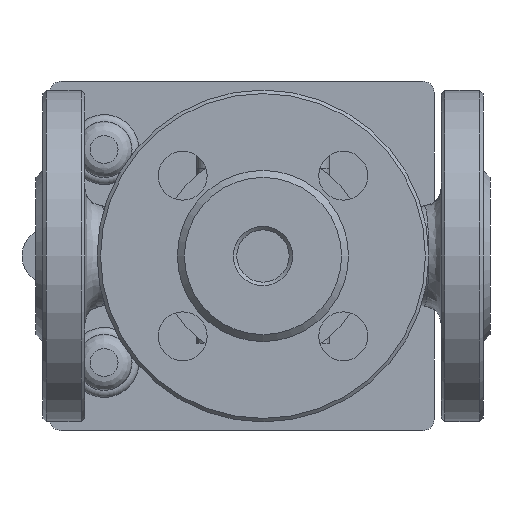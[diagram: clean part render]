
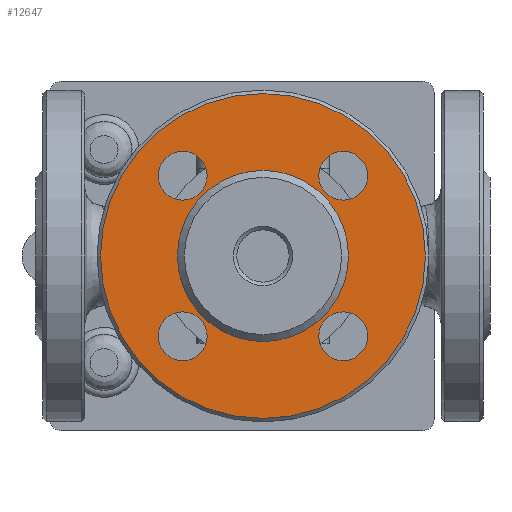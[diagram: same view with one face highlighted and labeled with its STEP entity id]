
A CAD part, front view. The second image highlights one B-rep face of the part: STEP entity #12647.
In plain terms, the highlighted planar face has unit normal (0, -1, 0).
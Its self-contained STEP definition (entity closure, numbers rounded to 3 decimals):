
#314=FACE_BOUND('',#4118,.T.);
#315=FACE_BOUND('',#4119,.T.);
#316=FACE_BOUND('',#4120,.T.);
#317=FACE_BOUND('',#4121,.T.);
#318=FACE_BOUND('',#4122,.T.);
#394=PLANE('',#13570);
#3405=FACE_OUTER_BOUND('',#4117,.T.);
#4117=EDGE_LOOP('',(#8832));
#4118=EDGE_LOOP('',(#8833));
#4119=EDGE_LOOP('',(#8834));
#4120=EDGE_LOOP('',(#8835));
#4121=EDGE_LOOP('',(#8836));
#4122=EDGE_LOOP('',(#8837));
#4821=CIRCLE('',#13569,46.5);
#4822=CIRCLE('',#13571,24.5);
#4823=CIRCLE('',#13572,7.);
#4824=CIRCLE('',#13573,7.);
#4825=CIRCLE('',#13574,7.);
#4826=CIRCLE('',#13575,7.);
#5408=VERTEX_POINT('',#20384);
#5409=VERTEX_POINT('',#20388);
#5410=VERTEX_POINT('',#20390);
#5411=VERTEX_POINT('',#20392);
#5412=VERTEX_POINT('',#20394);
#5413=VERTEX_POINT('',#20396);
#6700=EDGE_CURVE('',#5408,#5408,#4821,.T.);
#6701=EDGE_CURVE('',#5409,#5409,#4822,.T.);
#6702=EDGE_CURVE('',#5410,#5410,#4823,.T.);
#6703=EDGE_CURVE('',#5411,#5411,#4824,.T.);
#6704=EDGE_CURVE('',#5412,#5412,#4825,.T.);
#6705=EDGE_CURVE('',#5413,#5413,#4826,.T.);
#8832=ORIENTED_EDGE('',*,*,#6700,.F.);
#8833=ORIENTED_EDGE('',*,*,#6701,.F.);
#8834=ORIENTED_EDGE('',*,*,#6702,.F.);
#8835=ORIENTED_EDGE('',*,*,#6703,.F.);
#8836=ORIENTED_EDGE('',*,*,#6704,.F.);
#8837=ORIENTED_EDGE('',*,*,#6705,.F.);
#12647=ADVANCED_FACE('',(#3405,#314,#315,#316,#317,#318),#394,.F.);
#13569=AXIS2_PLACEMENT_3D('',#20386,#15044,#15045);
#13570=AXIS2_PLACEMENT_3D('',#20387,#15046,#15047);
#13571=AXIS2_PLACEMENT_3D('',#20389,#15048,#15049);
#13572=AXIS2_PLACEMENT_3D('',#20391,#15050,#15051);
#13573=AXIS2_PLACEMENT_3D('',#20393,#15052,#15053);
#13574=AXIS2_PLACEMENT_3D('',#20395,#15054,#15055);
#13575=AXIS2_PLACEMENT_3D('',#20397,#15056,#15057);
#15044=DIRECTION('center_axis',(0.,1.,0.));
#15045=DIRECTION('ref_axis',(0.,0.,-1.));
#15046=DIRECTION('center_axis',(0.,1.,0.));
#15047=DIRECTION('ref_axis',(0.,0.,1.));
#15048=DIRECTION('center_axis',(0.,-1.,0.));
#15049=DIRECTION('ref_axis',(-1.,0.,0.));
#15050=DIRECTION('center_axis',(0.,-1.,0.));
#15051=DIRECTION('ref_axis',(0.,0.,-1.));
#15052=DIRECTION('center_axis',(0.,-1.,0.));
#15053=DIRECTION('ref_axis',(0.,0.,-1.));
#15054=DIRECTION('center_axis',(0.,-1.,0.));
#15055=DIRECTION('ref_axis',(0.,0.,-1.));
#15056=DIRECTION('center_axis',(0.,-1.,0.));
#15057=DIRECTION('ref_axis',(0.,0.,-1.));
#20384=CARTESIAN_POINT('',(0.,-68.,46.5));
#20386=CARTESIAN_POINT('Origin',(0.,-68.,0.));
#20387=CARTESIAN_POINT('Origin',(0.,-68.,0.));
#20388=CARTESIAN_POINT('',(24.5,-68.,0.));
#20389=CARTESIAN_POINT('Origin',(0.,-68.,0.));
#20390=CARTESIAN_POINT('',(22.981,-68.,29.981));
#20391=CARTESIAN_POINT('Origin',(22.981,-68.,22.981));
#20392=CARTESIAN_POINT('',(22.981,-68.,-15.981));
#20393=CARTESIAN_POINT('Origin',(22.981,-68.,-22.981));
#20394=CARTESIAN_POINT('',(-22.981,-68.,-15.981));
#20395=CARTESIAN_POINT('Origin',(-22.981,-68.,-22.981));
#20396=CARTESIAN_POINT('',(-22.981,-68.,29.981));
#20397=CARTESIAN_POINT('Origin',(-22.981,-68.,22.981));
